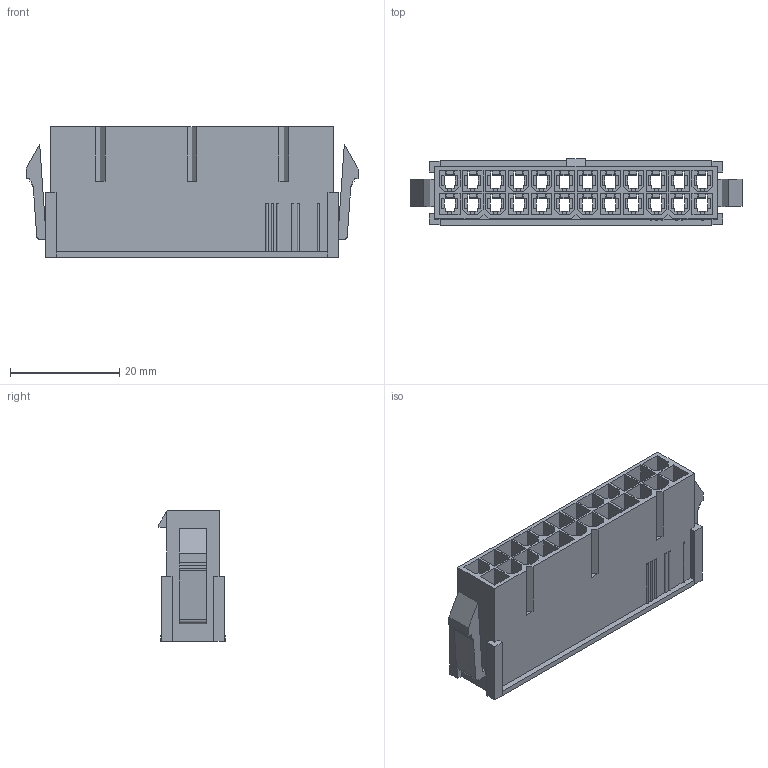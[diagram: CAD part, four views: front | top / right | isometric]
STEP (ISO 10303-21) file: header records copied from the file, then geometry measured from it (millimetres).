
FILE_DESCRIPTION(/* description */ ('Unknown'),/* implementation_level */ '2;1');
FILE_NAME(/* name */ '64902421822',/* time_stamp */ '2019-08-16T11:49:57+02:00',/* author */ ('Unknown'),/* organization */ ('Unknown'),/* preprocessor_version */ 'ST-DEVELOPER v16.7',/* originating_system */ 'DEX',/* authorisation */ $);
FILE_SCHEMA (('AUTOMOTIVE_DESIGN {1 0 10303 214 3 1 1}'));
Length unit declared in the file: millimetre
Products named in the file (2): 6490xx21822; 64902421822
Assembly tree (1 placements, depth 2):
  6490xx21822
    64902421822
Bounding box: 60.7 x 12.1 x 23.9 mm (x, y, z)
Volume: 5500.3 mm3; surface area: 12967.4 mm2
Topology: 1 solids, 1 shells, 1296 faces, 3728 edges, 2436 vertices
Faces by surface type: plane 1288, cylinder 8
Entity records: 41509 total; most frequent: CARTESIAN_POINT 7462, ORIENTED_EDGE 7456, DIRECTION 6340, EDGE_CURVE 3728, LINE 3712, VECTOR 3712, VERTEX_POINT 2436, EDGE_LOOP 1346
